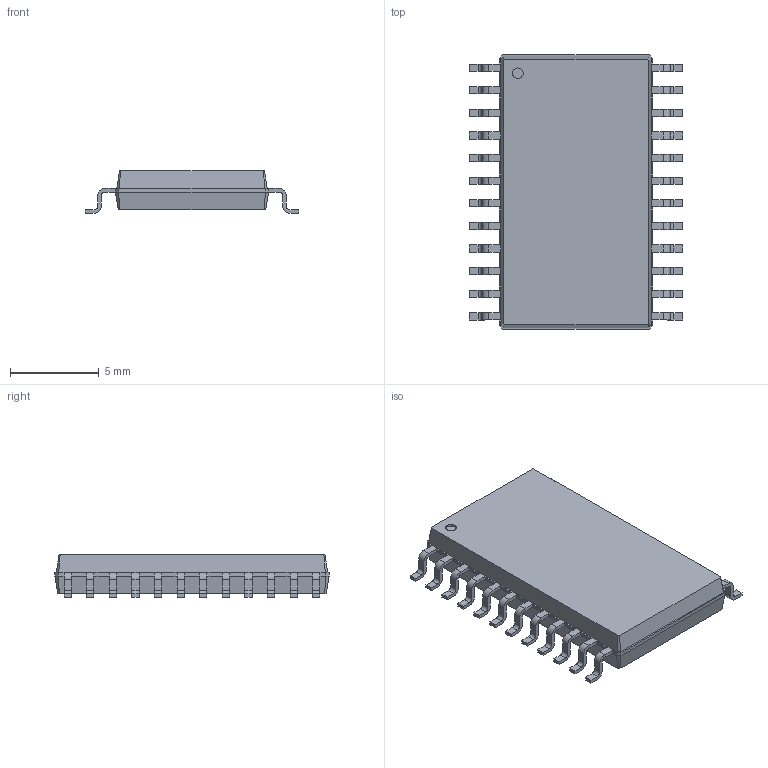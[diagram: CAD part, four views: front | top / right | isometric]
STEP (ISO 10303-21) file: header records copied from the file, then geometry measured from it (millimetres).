
FILE_DESCRIPTION(/* description */ ('model of Sharp_SOIC-24W_8.6x15.4mm_P1.27mm'),/* implementation_level */ '2;1');
FILE_NAME(/* name */ 'Sharp_SOIC-24W_8.6x15.4mm_P1.27mm.step',/* time_stamp */ '2019-01-12T14:29:46',/* author */ ('kicad StepUp','ksu'),/* organization */ ('FreeCAD'),/* preprocessor_version */ 'OCC',/* originating_system */ 'kicad StepUp',/* authorisation */ '');
FILE_SCHEMA(('AUTOMOTIVE_DESIGN { 1 0 10303 214 1 1 1 1 }'));
Length unit declared in the file: millimetre
Products named in the file (1): Sharp_SOIC_24W_86x154mm_P127mm
Bounding box: 12 x 15.4 x 2.4 mm (x, y, z)
Volume: 285.4 mm3; surface area: 431.8 mm2
Topology: 1 solids, 1 shells, 396 faces, 1059 edges, 666 vertices
Faces by surface type: plane 251, cylinder 97, bspline 48
Full cylindrical faces by diameter (mm): 0.6 x1
Entity records: 28817 total; most frequent: CARTESIAN_POINT 5206, DIRECTION 3780, LINE 2597, VECTOR 2597, ORIENTED_EDGE 2118, PCURVE 2118, DEFINITIONAL_REPRESENTATION 2118, EDGE_CURVE 1059
